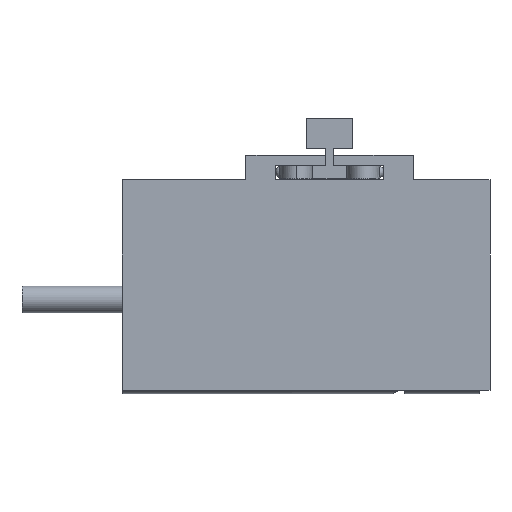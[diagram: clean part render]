
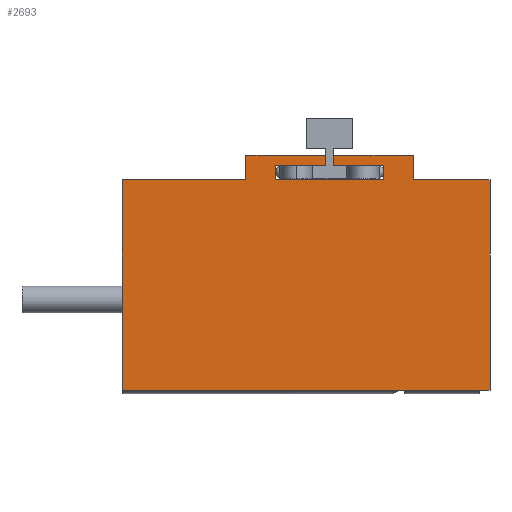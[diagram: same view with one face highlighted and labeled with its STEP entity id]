
A CAD part, left-side view. The second image highlights one B-rep face of the part: STEP entity #2693.
In plain terms, the highlighted planar face has unit normal (-1, 0, 0).
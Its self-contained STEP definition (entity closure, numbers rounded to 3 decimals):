
#345=PLANE('',#2940);
#500=FACE_OUTER_BOUND('',#684,.T.);
#684=EDGE_LOOP('',(#2441,#2442,#2443,#2444,#2445,#2446,#2447,#2448,#2449,
#2450,#2451,#2452,#2453,#2454,#2455,#2456));
#779=LINE('',#4041,#985);
#783=LINE('',#4050,#989);
#789=LINE('',#4134,#995);
#849=LINE('',#7146,#1055);
#854=LINE('',#7152,#1060);
#856=LINE('',#7158,#1062);
#875=LINE('',#7214,#1081);
#878=LINE('',#7220,#1084);
#883=LINE('',#7235,#1089);
#886=LINE('',#7241,#1092);
#894=LINE('',#7260,#1100);
#904=LINE('',#7289,#1110);
#905=LINE('',#7291,#1111);
#906=LINE('',#7293,#1112);
#907=LINE('',#7295,#1113);
#908=LINE('',#7296,#1114);
#985=VECTOR('',#3108,10.);
#989=VECTOR('',#3114,10.);
#995=VECTOR('',#3122,10.);
#1055=VECTOR('',#3422,10.);
#1060=VECTOR('',#3429,10.);
#1062=VECTOR('',#3439,10.);
#1081=VECTOR('',#3496,10.);
#1084=VECTOR('',#3501,10.);
#1089=VECTOR('',#3514,10.);
#1092=VECTOR('',#3519,10.);
#1100=VECTOR('',#3541,10.);
#1110=VECTOR('',#3571,10.);
#1111=VECTOR('',#3572,10.);
#1112=VECTOR('',#3573,10.);
#1113=VECTOR('',#3574,10.);
#1114=VECTOR('',#3575,10.);
#1188=VERTEX_POINT('',#4037);
#1190=VERTEX_POINT('',#4040);
#1193=VERTEX_POINT('',#4047);
#1194=VERTEX_POINT('',#4049);
#1203=VERTEX_POINT('',#4128);
#1205=VERTEX_POINT('',#4132);
#1321=VERTEX_POINT('',#7143);
#1322=VERTEX_POINT('',#7145);
#1340=VERTEX_POINT('',#7212);
#1341=VERTEX_POINT('',#7217);
#1348=VERTEX_POINT('',#7233);
#1349=VERTEX_POINT('',#7238);
#1363=VERTEX_POINT('',#7288);
#1364=VERTEX_POINT('',#7290);
#1365=VERTEX_POINT('',#7292);
#1366=VERTEX_POINT('',#7294);
#1458=EDGE_CURVE('',#1190,#1188,#779,.T.);
#1462=EDGE_CURVE('',#1194,#1193,#783,.T.);
#1474=EDGE_CURVE('',#1203,#1205,#789,.T.);
#1664=EDGE_CURVE('',#1322,#1321,#849,.T.);
#1669=EDGE_CURVE('',#1321,#1190,#854,.T.);
#1671=EDGE_CURVE('',#1205,#1322,#856,.T.);
#1698=EDGE_CURVE('',#1188,#1340,#875,.T.);
#1701=EDGE_CURVE('',#1340,#1341,#878,.T.);
#1708=EDGE_CURVE('',#1341,#1348,#883,.T.);
#1711=EDGE_CURVE('',#1348,#1349,#886,.T.);
#1721=EDGE_CURVE('',#1349,#1194,#894,.T.);
#1735=EDGE_CURVE('',#1193,#1363,#904,.T.);
#1736=EDGE_CURVE('',#1363,#1364,#905,.T.);
#1737=EDGE_CURVE('',#1364,#1365,#906,.T.);
#1738=EDGE_CURVE('',#1365,#1366,#907,.T.);
#1739=EDGE_CURVE('',#1366,#1203,#908,.T.);
#2441=ORIENTED_EDGE('',*,*,#1735,.T.);
#2442=ORIENTED_EDGE('',*,*,#1736,.T.);
#2443=ORIENTED_EDGE('',*,*,#1737,.T.);
#2444=ORIENTED_EDGE('',*,*,#1738,.T.);
#2445=ORIENTED_EDGE('',*,*,#1739,.T.);
#2446=ORIENTED_EDGE('',*,*,#1474,.T.);
#2447=ORIENTED_EDGE('',*,*,#1671,.T.);
#2448=ORIENTED_EDGE('',*,*,#1664,.T.);
#2449=ORIENTED_EDGE('',*,*,#1669,.T.);
#2450=ORIENTED_EDGE('',*,*,#1458,.T.);
#2451=ORIENTED_EDGE('',*,*,#1698,.T.);
#2452=ORIENTED_EDGE('',*,*,#1701,.T.);
#2453=ORIENTED_EDGE('',*,*,#1708,.T.);
#2454=ORIENTED_EDGE('',*,*,#1711,.T.);
#2455=ORIENTED_EDGE('',*,*,#1721,.T.);
#2456=ORIENTED_EDGE('',*,*,#1462,.T.);
#2693=ADVANCED_FACE('',(#500),#345,.T.);
#2940=AXIS2_PLACEMENT_3D('',#7287,#3569,#3570);
#3108=DIRECTION('',(0.,1.,0.));
#3114=DIRECTION('',(0.,1.,0.));
#3122=DIRECTION('',(0.,1.,0.));
#3422=DIRECTION('',(0.,-1.,0.));
#3429=DIRECTION('',(0.,0.,1.));
#3439=DIRECTION('',(0.,0.,-1.));
#3496=DIRECTION('',(0.,0.,1.));
#3501=DIRECTION('',(0.,1.,0.));
#3514=DIRECTION('',(0.,0.,-1.));
#3519=DIRECTION('',(0.,-1.,0.));
#3541=DIRECTION('',(0.,0.,-1.));
#3569=DIRECTION('center_axis',(-1.,0.,0.));
#3570=DIRECTION('ref_axis',(0.,-1.,0.));
#3571=DIRECTION('',(0.,0.,1.));
#3572=DIRECTION('',(0.,-1.,0.));
#3573=DIRECTION('',(0.,0.,1.));
#3574=DIRECTION('',(0.,1.,0.));
#3575=DIRECTION('',(0.,0.,-1.));
#4037=CARTESIAN_POINT('',(5.,-9.478,51.892));
#4040=CARTESIAN_POINT('',(5.,-32.478,51.892));
#4041=CARTESIAN_POINT('',(5.,77.522,51.892));
#4047=CARTESIAN_POINT('',(5.,31.622,51.892));
#4049=CARTESIAN_POINT('',(5.,-0.578,51.892));
#4050=CARTESIAN_POINT('',(5.,77.522,51.892));
#4128=CARTESIAN_POINT('',(5.,40.522,51.892));
#4132=CARTESIAN_POINT('',(5.,77.522,51.892));
#4134=CARTESIAN_POINT('',(5.,77.522,51.892));
#7143=CARTESIAN_POINT('',(5.,-32.478,-11.108));
#7145=CARTESIAN_POINT('',(5.,77.522,-11.108));
#7146=CARTESIAN_POINT('',(5.,77.522,-11.108));
#7152=CARTESIAN_POINT('',(5.,-32.478,-11.108));
#7158=CARTESIAN_POINT('',(5.,77.522,-11.108));
#7212=CARTESIAN_POINT('',(5.,-9.478,59.292));
#7214=CARTESIAN_POINT('',(5.,-9.478,68.192));
#7217=CARTESIAN_POINT('',(5.,14.222,59.292));
#7220=CARTESIAN_POINT('',(5.,14.872,59.292));
#7233=CARTESIAN_POINT('',(5.,14.222,56.292));
#7235=CARTESIAN_POINT('',(5.,14.222,65.192));
#7238=CARTESIAN_POINT('',(5.,-0.578,56.292));
#7241=CARTESIAN_POINT('',(5.,3.222,56.292));
#7260=CARTESIAN_POINT('',(5.,-0.578,55.217));
#7287=CARTESIAN_POINT('Origin',(5.,15.522,58.542));
#7288=CARTESIAN_POINT('',(5.,31.622,56.292));
#7289=CARTESIAN_POINT('',(5.,31.622,61.867));
#7290=CARTESIAN_POINT('',(5.,16.822,56.292));
#7291=CARTESIAN_POINT('',(5.,27.822,56.292));
#7292=CARTESIAN_POINT('',(5.,16.822,59.292));
#7293=CARTESIAN_POINT('',(5.,16.822,64.005));
#7294=CARTESIAN_POINT('',(5.,40.522,59.292));
#7295=CARTESIAN_POINT('',(5.,23.172,59.292));
#7296=CARTESIAN_POINT('',(5.,40.522,48.892));
